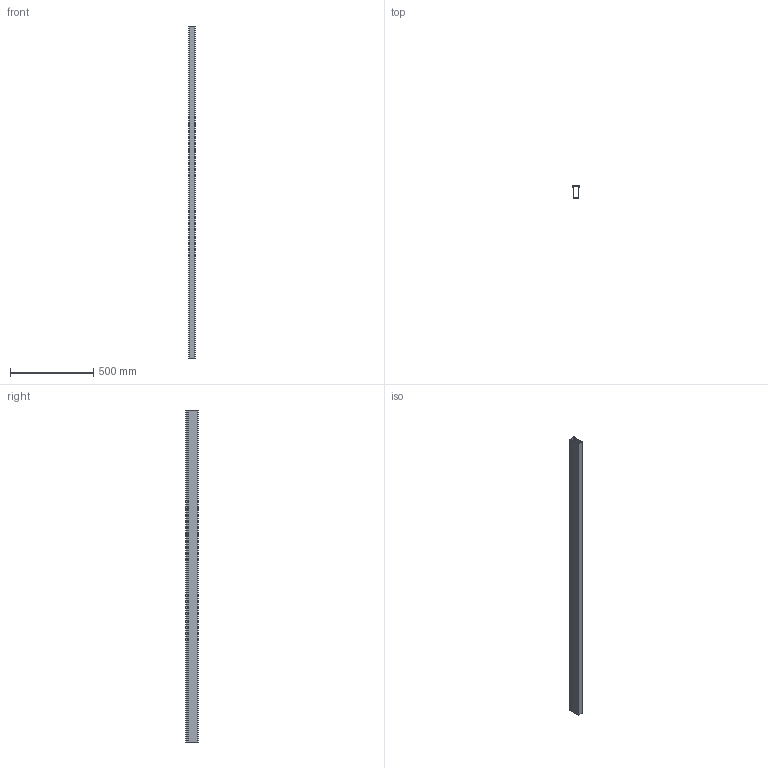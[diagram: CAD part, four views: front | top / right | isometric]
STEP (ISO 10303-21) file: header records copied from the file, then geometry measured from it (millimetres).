
FILE_DESCRIPTION (( 'STEP AP214' ), '1' );
FILE_NAME ('6178422.stp', '2016-08-09T06:57:59', ( '' ), ( '' ), 'SwSTEP 2.0', 'SolidWorks 2014', '' );
FILE_SCHEMA (( 'AUTOMOTIVE_DESIGN' ));
Length unit declared in the file: millimetre
Products named in the file (3): 6178422; Unterteil_1; Oberteil_1
Assembly tree (2 placements, depth 2):
  6178422
    Oberteil_1
    Unterteil_1
Bounding box: 36.7 x 74.8 x 2000 mm (x, y, z)
Volume: 758483.5 mm3; surface area: 910557.8 mm2
Topology: 2 solids, 2 shells, 56 faces, 324 edges, 272 vertices
Faces by surface type: plane 34, cylinder 22
Entity records: 4056 total; most frequent: CARTESIAN_POINT 897, ORIENTED_EDGE 648, DIRECTION 410, EDGE_CURVE 324, VERTEX_POINT 272, VECTOR 200, LINE 200, AXIS2_PLACEMENT_3D 105
